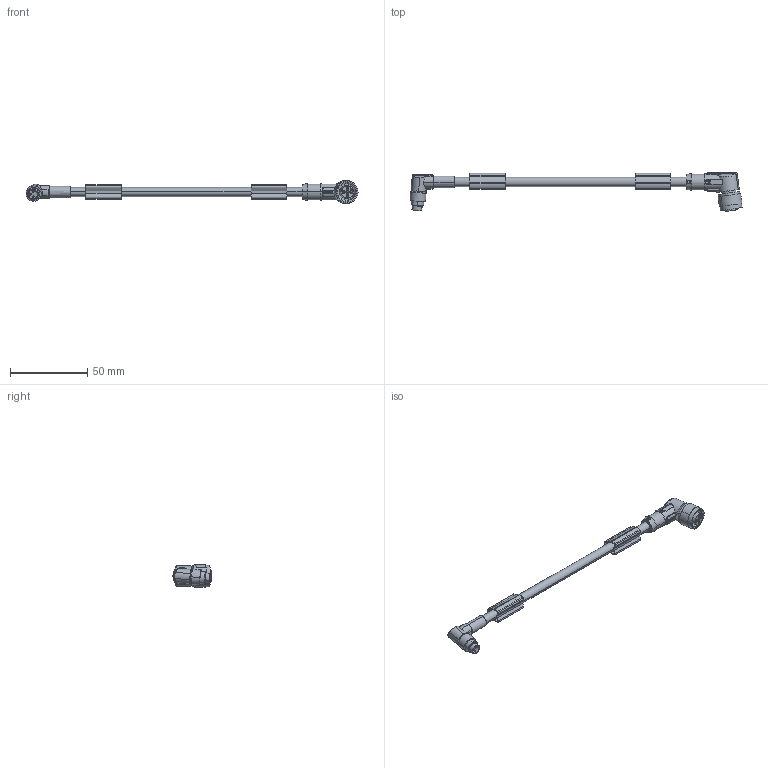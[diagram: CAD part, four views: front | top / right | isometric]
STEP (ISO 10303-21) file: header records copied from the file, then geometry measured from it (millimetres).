
FILE_DESCRIPTION(('SolidDesigner STEP Export'),'2;1');
FILE_NAME('1682443.stp','2011-11-30T11:37:09',(''),(''),'CoCreate Modeling STEP processor for AP214 (Solid Model)','CoCreate Modeling 16.00A 16-Aug-2008 (C) Parametric Technology GmbH','');
FILE_SCHEMA(('AUTOMOTIVE_DESIGN { 1 0 10303 214 1 1 1 1 }'));
Length unit declared in the file: millimetre
Products named in the file (2): 1682443
Assembly tree (1 placements, depth 2):
  1682443
    1682443
Bounding box: 214.87 x 25.2 x 14.74 mm (x, y, z)
Volume: 11977.7 mm3; surface area: 9873.6 mm2
Topology: 1 solids, 1 shells, 395 faces, 1054 edges, 695 vertices
Faces by surface type: cylinder 164, plane 135, extrusion 51, cone 28, torus 12, bspline 5
Entity records: 22398 total; most frequent: CARTESIAN_POINT 10056, ORIENTED_EDGE 2108, DIRECTION 1572, EDGE_CURVE 1054, VERTEX_POINT 695, VECTOR 554, AXIS2_PLACEMENT_3D 509, LINE 498
